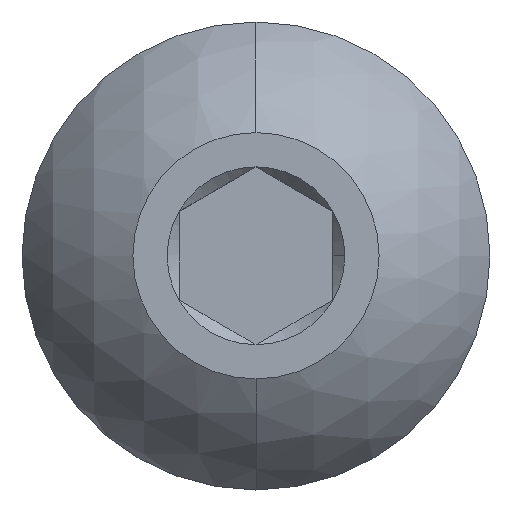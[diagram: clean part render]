
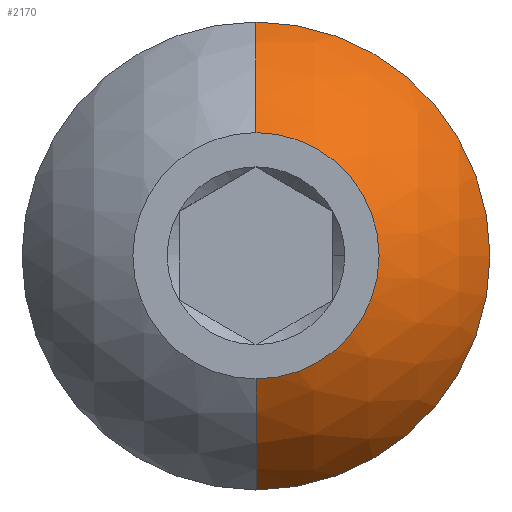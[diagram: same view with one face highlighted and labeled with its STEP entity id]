
A CAD part, top view. The second image highlights one B-rep face of the part: STEP entity #2170.
In plain terms, the highlighted spherical face has radius 4.229 mm.
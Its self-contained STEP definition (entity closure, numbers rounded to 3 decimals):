
#64 = EDGE_LOOP ( 'NONE', ( #1777, #76, #664, #423, #3025 ) ) ;
#76 = ORIENTED_EDGE ( 'NONE', *, *, #1517, .T. ) ;
#105 = DIRECTION ( 'NONE',  ( 1., 0., 0. ) ) ;
#159 = EDGE_CURVE ( 'NONE', #191, #1099, #301, .T. ) ;
#191 = VERTEX_POINT ( 'NONE', #2835 ) ;
#230 = VERTEX_POINT ( 'NONE', #2854 ) ;
#301 = CIRCLE ( 'NONE', #1612, 4.229 ) ;
#423 = ORIENTED_EDGE ( 'NONE', *, *, #1228, .F. ) ;
#436 = DIRECTION ( 'NONE',  ( 0., 1., 0. ) ) ;
#447 = CIRCLE ( 'NONE', #753, 4.229 ) ;
#456 = CIRCLE ( 'NONE', #574, 3.8 ) ;
#492 = CARTESIAN_POINT ( 'NONE',  ( 3.8, 0., -1.87 ) ) ;
#544 = CARTESIAN_POINT ( 'NONE',  ( 0., 0., -3.726 ) ) ;
#574 = AXIS2_PLACEMENT_3D ( 'NONE', #1633, #1344, #105 ) ;
#664 = ORIENTED_EDGE ( 'NONE', *, *, #2507, .T. ) ;
#753 = AXIS2_PLACEMENT_3D ( 'NONE', #2985, #929, #436 ) ;
#777 = DIRECTION ( 'NONE',  ( 1., 0., 0. ) ) ;
#835 = EDGE_CURVE ( 'NONE', #191, #2180, #3100, .T. ) ;
#908 = VERTEX_POINT ( 'NONE', #2665 ) ;
#929 = DIRECTION ( 'NONE',  ( 1., 0., 0. ) ) ;
#1014 = DIRECTION ( 'NONE',  ( 0., 0., 1. ) ) ;
#1043 = CIRCLE ( 'NONE', #1283, 2. ) ;
#1099 = VERTEX_POINT ( 'NONE', #1176 ) ;
#1176 = CARTESIAN_POINT ( 'NONE',  ( 0., -2., 0. ) ) ;
#1228 = EDGE_CURVE ( 'NONE', #1099, #230, #1043, .T. ) ;
#1283 = AXIS2_PLACEMENT_3D ( 'NONE', #1518, #1014, #1778 ) ;
#1313 = CARTESIAN_POINT ( 'NONE',  ( 0., 0., -1.87 ) ) ;
#1344 = DIRECTION ( 'NONE',  ( 0., 0., 1. ) ) ;
#1517 = EDGE_CURVE ( 'NONE', #2180, #908, #456, .T. ) ;
#1518 = CARTESIAN_POINT ( 'NONE',  ( 0., 0., 0. ) ) ;
#1558 = AXIS2_PLACEMENT_3D ( 'NONE', #2300, #2527, #2310 ) ;
#1612 = AXIS2_PLACEMENT_3D ( 'NONE', #544, #2319, #1796 ) ;
#1633 = CARTESIAN_POINT ( 'NONE',  ( 0., 0., -1.87 ) ) ;
#1777 = ORIENTED_EDGE ( 'NONE', *, *, #835, .T. ) ;
#1778 = DIRECTION ( 'NONE',  ( 1., 0., 0. ) ) ;
#1796 = DIRECTION ( 'NONE',  ( 0., -1., 0. ) ) ;
#2170 = ADVANCED_FACE ( 'NONE', ( #2645 ), #3219, .T. ) ;
#2180 = VERTEX_POINT ( 'NONE', #492 ) ;
#2300 = CARTESIAN_POINT ( 'NONE',  ( 0., 0., -3.726 ) ) ;
#2310 = DIRECTION ( 'NONE',  ( 0., -1., 0. ) ) ;
#2319 = DIRECTION ( 'NONE',  ( -1., 0., 0. ) ) ;
#2444 = AXIS2_PLACEMENT_3D ( 'NONE', #1313, #2839, #777 ) ;
#2507 = EDGE_CURVE ( 'NONE', #908, #230, #447, .T. ) ;
#2527 = DIRECTION ( 'NONE',  ( 1., 0., 0. ) ) ;
#2645 = FACE_OUTER_BOUND ( 'NONE', #64, .T. ) ;
#2665 = CARTESIAN_POINT ( 'NONE',  ( 0., 3.8, -1.87 ) ) ;
#2835 = CARTESIAN_POINT ( 'NONE',  ( 0., -3.8, -1.87 ) ) ;
#2839 = DIRECTION ( 'NONE',  ( 0., 0., 1. ) ) ;
#2854 = CARTESIAN_POINT ( 'NONE',  ( 0., 2., 0. ) ) ;
#2985 = CARTESIAN_POINT ( 'NONE',  ( 0., 0., -3.726 ) ) ;
#3025 = ORIENTED_EDGE ( 'NONE', *, *, #159, .F. ) ;
#3100 = CIRCLE ( 'NONE', #2444, 3.8 ) ;
#3219 = SPHERICAL_SURFACE ( 'NONE', #1558, 4.229 ) ;
